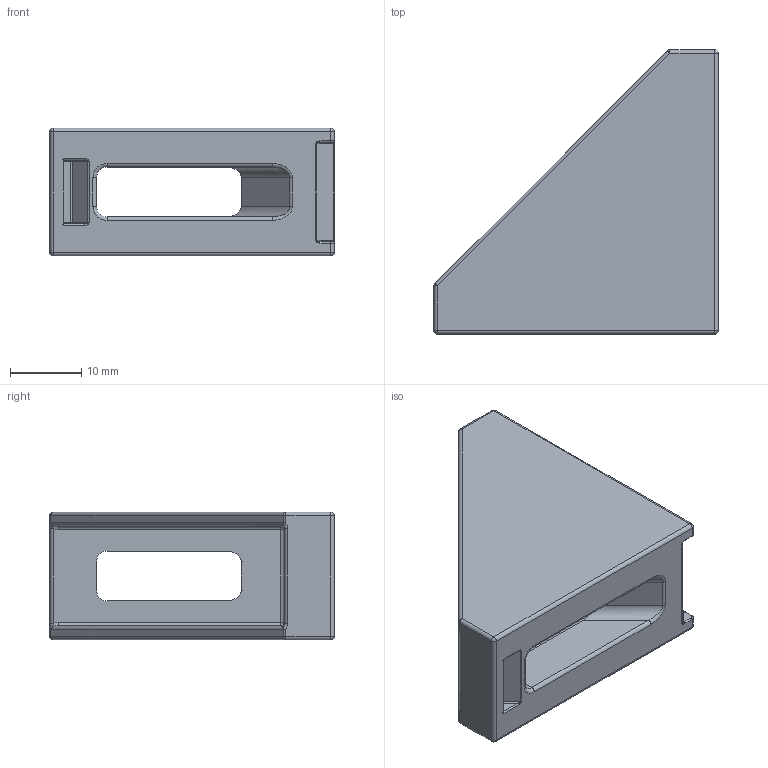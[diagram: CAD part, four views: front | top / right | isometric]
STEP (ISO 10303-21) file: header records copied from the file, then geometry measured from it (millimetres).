
FILE_DESCRIPTION(/* description */ ('STEP AP203'),/* implementation_level */ '2;1');
FILE_NAME(/* name */ 'SQ18-40V6.stp',/* time_stamp */ '2022-07-12T13:51:42+02:00',/* author */ (''),/* organization */ (''),/* preprocessor_version */ 'ST-DEVELOPER v18.1',/* originating_system */ 'Autodesk Inventor 2021',/* authorisation */ '');
FILE_SCHEMA (('AUTOMOTIVE_DESIGN { 1 0 10303 214 3 1 1 }'));
Length unit declared in the file: millimetre
Products named in the file (1): SQ18-40V6
Bounding box: 40 x 40 x 18 mm (x, y, z)
Volume: 8912.3 mm3; surface area: 6108.3 mm2
Topology: 1 solids, 1 shells, 143 faces, 327 edges, 176 vertices
Faces by surface type: cylinder 68, plane 33, bspline 20, sphere 16, torus 6
Entity records: 5300 total; most frequent: CARTESIAN_POINT 2198, DIRECTION 655, ORIENTED_EDGE 630, EDGE_CURVE 315, AXIS2_PLACEMENT_3D 252, VERTEX_POINT 176, LINE 151, VECTOR 151
